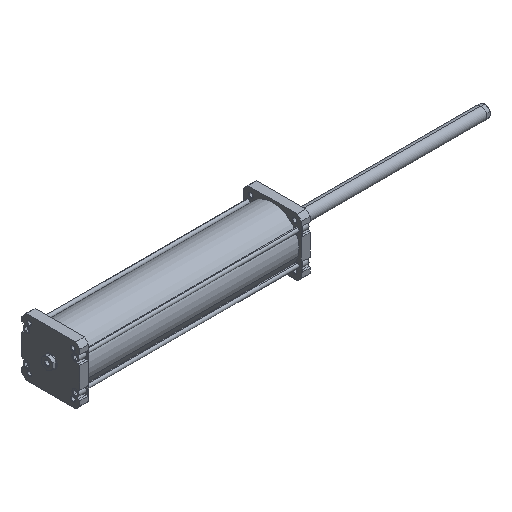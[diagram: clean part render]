
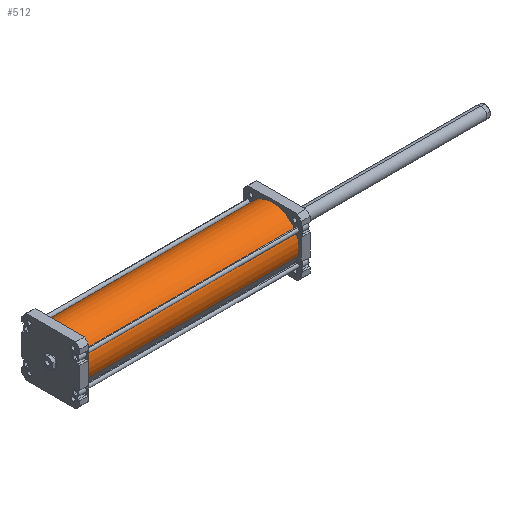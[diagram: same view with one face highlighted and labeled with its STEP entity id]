
A CAD part, isometric view. The second image highlights one B-rep face of the part: STEP entity #512.
In plain terms, the highlighted cylindrical face has radius 66.5 mm (diameter 133 mm), a partial arc.
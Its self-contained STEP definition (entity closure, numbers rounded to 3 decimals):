
#23 = VERTEX_POINT ( 'NONE', #5936 ) ;
#25 = VERTEX_POINT ( 'NONE', #5927 ) ;
#28 = VERTEX_POINT ( 'NONE', #6179 ) ;
#39 = VERTEX_POINT ( 'NONE', #5989 ) ;
#512 = ADVANCED_FACE ( 'NONE', ( #677 ), #678, .T. ) ;
#677 = FACE_OUTER_BOUND ( 'NONE', #5598, .T. ) ;
#678 = CYLINDRICAL_SURFACE ( 'NONE', #2089, 66.5 ) ;
#1459 = LINE ( 'NONE', #2765, #1470 ) ;
#1461 = CIRCLE ( 'NONE', #2327, 66.5 ) ;
#1465 = LINE ( 'NONE', #2745, #1466 ) ;
#1466 = VECTOR ( 'NONE', #2746, 1000. ) ;
#1470 = VECTOR ( 'NONE', #2766, 1000. ) ;
#1471 = CIRCLE ( 'NONE', #2331, 66.5 ) ;
#2089 = AXIS2_PLACEMENT_3D ( 'NONE', #3746, #3740, #3734 ) ;
#2327 = AXIS2_PLACEMENT_3D ( 'NONE', #2727, #2735, #2736 ) ;
#2331 = AXIS2_PLACEMENT_3D ( 'NONE', #2752, #2753, #2754 ) ;
#2727 = CARTESIAN_POINT ( 'NONE',  ( 0., 0., 0. ) ) ;
#2735 = DIRECTION ( 'NONE',  ( 0., 0., 1. ) ) ;
#2736 = DIRECTION ( 'NONE',  ( 1., 0., 0. ) ) ;
#2745 = CARTESIAN_POINT ( 'NONE',  ( -66.5, 0., 534. ) ) ;
#2746 = DIRECTION ( 'NONE',  ( 0., 0., -1. ) ) ;
#2752 = CARTESIAN_POINT ( 'NONE',  ( 0., 0., 534. ) ) ;
#2753 = DIRECTION ( 'NONE',  ( 0., 0., 1. ) ) ;
#2754 = DIRECTION ( 'NONE',  ( 1., 0., 0. ) ) ;
#2765 = CARTESIAN_POINT ( 'NONE',  ( 66.5, 0., 534. ) ) ;
#2766 = DIRECTION ( 'NONE',  ( 0., 0., -1. ) ) ;
#3317 = EDGE_CURVE ( 'NONE', #23, #28, #1461, .T. ) ;
#3321 = EDGE_CURVE ( 'NONE', #25, #23, #1465, .T. ) ;
#3324 = EDGE_CURVE ( 'NONE', #25, #39, #1471, .T. ) ;
#3329 = EDGE_CURVE ( 'NONE', #39, #28, #1459, .T. ) ;
#3386 = ORIENTED_EDGE ( 'NONE', *, *, #3321, .T. ) ;
#3400 = ORIENTED_EDGE ( 'NONE', *, *, #3329, .F. ) ;
#3406 = ORIENTED_EDGE ( 'NONE', *, *, #3324, .F. ) ;
#3734 = DIRECTION ( 'NONE',  ( -1., 0., 0. ) ) ;
#3740 = DIRECTION ( 'NONE',  ( 0., 0., -1. ) ) ;
#3746 = CARTESIAN_POINT ( 'NONE',  ( 0., 0., 534. ) ) ;
#5532 = ORIENTED_EDGE ( 'NONE', *, *, #3317, .T. ) ;
#5598 = EDGE_LOOP ( 'NONE', ( #3400, #3406, #3386, #5532 ) ) ;
#5927 = CARTESIAN_POINT ( 'NONE',  ( -66.5, 0., 534. ) ) ;
#5936 = CARTESIAN_POINT ( 'NONE',  ( -66.5, 0., 0. ) ) ;
#5989 = CARTESIAN_POINT ( 'NONE',  ( 66.5, 0., 534. ) ) ;
#6179 = CARTESIAN_POINT ( 'NONE',  ( 66.5, 0., 0. ) ) ;
